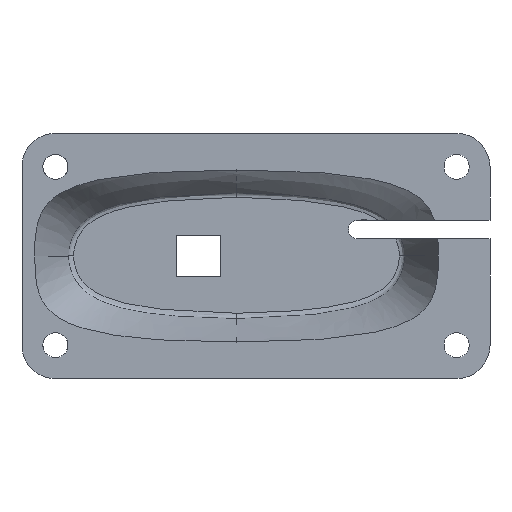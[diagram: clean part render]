
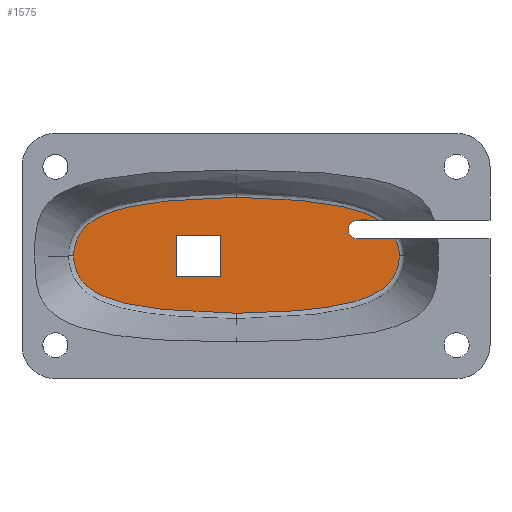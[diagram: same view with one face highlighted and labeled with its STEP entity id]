
A CAD part, front view. The second image highlights one B-rep face of the part: STEP entity #1575.
In plain terms, the highlighted planar face has unit normal (0, -1, 0).
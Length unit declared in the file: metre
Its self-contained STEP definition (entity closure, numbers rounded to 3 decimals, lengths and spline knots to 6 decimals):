
#108=B_SPLINE_CURVE_WITH_KNOTS('',3,(#2348,#2349,#2350,#2351),
 .UNSPECIFIED.,.F.,.F.,(4,4),(0.030654,0.033793),
 .UNSPECIFIED.);
#110=B_SPLINE_CURVE_WITH_KNOTS('',3,(#2361,#2362,#2363,#2364,#2365,#2366,
#2367,#2368),.UNSPECIFIED.,.F.,.F.,(4,1,1,1,1,4),(0.,0.00654,
0.013081,0.019621,0.022892,0.026162),
 .UNSPECIFIED.);
#111=B_SPLINE_CURVE_WITH_KNOTS('',3,(#2370,#2371,#2372,#2373,#2374,#2375,
#2376,#2377,#2378,#2379,#2380,#2381,#2382),.UNSPECIFIED.,.F.,.F.,(4,1,1,
1,1,1,1,1,1,1,4),(0.,0.002136,0.004273,0.006409,
0.008545,0.010681,0.012818,0.01709,
0.021363,0.025635,0.034181),.UNSPECIFIED.);
#112=B_SPLINE_CURVE_WITH_KNOTS('',3,(#2384,#2385,#2386,#2387,#2388,#2389,
#2390,#2391,#2392,#2393,#2394,#2395,#2396),.UNSPECIFIED.,.F.,.F.,(4,1,1,
1,1,1,1,1,1,1,4),(0.,0.008427,0.01264,0.016854,
0.021067,0.023174,0.025281,0.027387,
0.029494,0.031601,0.033708),.UNSPECIFIED.);
#113=B_SPLINE_CURVE_WITH_KNOTS('',3,(#2398,#2399,#2400,#2401,#2402,#2403,
#2404,#2405,#2406,#2407,#2408,#2409,#2410),.UNSPECIFIED.,.F.,.F.,(4,1,1,
1,1,1,1,1,1,1,4),(0.,0.002126,0.004252,
0.006377,0.008503,0.010629,0.012755,
0.017007,0.021258,0.02551,0.034013),
 .UNSPECIFIED.);
#191=CIRCLE('',#1697,0.001662);
#192=CIRCLE('',#1698,0.001575);
#311=ORIENTED_EDGE('',*,*,#795,.F.);
#312=ORIENTED_EDGE('',*,*,#796,.F.);
#313=ORIENTED_EDGE('',*,*,#797,.F.);
#314=ORIENTED_EDGE('',*,*,#798,.F.);
#315=ORIENTED_EDGE('',*,*,#799,.F.);
#316=ORIENTED_EDGE('',*,*,#793,.F.);
#317=ORIENTED_EDGE('',*,*,#800,.T.);
#318=ORIENTED_EDGE('',*,*,#801,.T.);
#319=ORIENTED_EDGE('',*,*,#802,.F.);
#320=ORIENTED_EDGE('',*,*,#803,.F.);
#321=ORIENTED_EDGE('',*,*,#804,.T.);
#322=ORIENTED_EDGE('',*,*,#805,.T.);
#323=ORIENTED_EDGE('',*,*,#806,.F.);
#324=ORIENTED_EDGE('',*,*,#807,.F.);
#793=EDGE_CURVE('',#1031,#1032,#108,.T.);
#795=EDGE_CURVE('',#1033,#1034,#1162,.T.);
#796=EDGE_CURVE('',#1035,#1033,#110,.T.);
#797=EDGE_CURVE('',#1036,#1035,#111,.T.);
#798=EDGE_CURVE('',#1037,#1036,#112,.T.);
#799=EDGE_CURVE('',#1032,#1037,#113,.T.);
#800=EDGE_CURVE('',#1031,#1038,#1163,.T.);
#801=EDGE_CURVE('',#1038,#1039,#191,.F.);
#802=EDGE_CURVE('',#1040,#1039,#1164,.T.);
#803=EDGE_CURVE('',#1034,#1040,#192,.T.);
#804=EDGE_CURVE('',#1041,#1042,#1165,.T.);
#805=EDGE_CURVE('',#1042,#1043,#1166,.T.);
#806=EDGE_CURVE('',#1044,#1043,#1167,.T.);
#807=EDGE_CURVE('',#1041,#1044,#1168,.T.);
#1031=VERTEX_POINT('',#2347);
#1032=VERTEX_POINT('',#2352);
#1033=VERTEX_POINT('',#2359);
#1034=VERTEX_POINT('',#2360);
#1035=VERTEX_POINT('',#2369);
#1036=VERTEX_POINT('',#2383);
#1037=VERTEX_POINT('',#2397);
#1038=VERTEX_POINT('',#2412);
#1039=VERTEX_POINT('',#2414);
#1040=VERTEX_POINT('',#2416);
#1041=VERTEX_POINT('',#2419);
#1042=VERTEX_POINT('',#2420);
#1043=VERTEX_POINT('',#2422);
#1044=VERTEX_POINT('',#2424);
#1162=LINE('',#2358,#1253);
#1163=LINE('',#2411,#1254);
#1164=LINE('',#2415,#1255);
#1165=LINE('',#2418,#1256);
#1166=LINE('',#2421,#1257);
#1167=LINE('',#2423,#1258);
#1168=LINE('',#2425,#1259);
#1253=VECTOR('',#1864,1.);
#1254=VECTOR('',#1865,1.);
#1255=VECTOR('',#1868,1.);
#1256=VECTOR('',#1871,1.);
#1257=VECTOR('',#1872,1.);
#1258=VECTOR('',#1873,1.);
#1259=VECTOR('',#1874,1.);
#1328=EDGE_LOOP('',(#311,#312,#313,#314,#315,#316,#317,#318,#319,#320));
#1329=EDGE_LOOP('',(#321,#322,#323,#324));
#1442=FACE_BOUND('',#1328,.T.);
#1443=FACE_BOUND('',#1329,.T.);
#1548=PLANE('',#1696);
#1575=ADVANCED_FACE('',(#1442,#1443),#1548,.T.);
#1696=AXIS2_PLACEMENT_3D('',#2357,#1862,#1863);
#1697=AXIS2_PLACEMENT_3D('',#2413,#1866,#1867);
#1698=AXIS2_PLACEMENT_3D('',#2417,#1869,#1870);
#1862=DIRECTION('',(0.,-1.,0.));
#1863=DIRECTION('',(1.,0.,0.));
#1864=DIRECTION('',(-1.,0.,0.));
#1865=DIRECTION('',(-1.,0.,0.));
#1866=DIRECTION('',(0.,-1.,0.));
#1867=DIRECTION('',(0.,0.,-1.));
#1868=DIRECTION('',(-1.,0.,0.));
#1869=DIRECTION('',(0.,-1.,0.));
#1870=DIRECTION('',(1.,0.,0.));
#1871=DIRECTION('',(0.,0.,1.));
#1872=DIRECTION('',(1.,0.,0.));
#1873=DIRECTION('',(0.,0.,1.));
#1874=DIRECTION('',(1.,0.,0.));
#2347=CARTESIAN_POINT('',(0.028573,0.01575,0.003088));
#2348=CARTESIAN_POINT('',(0.028573,0.01575,0.003088));
#2349=CARTESIAN_POINT('',(0.028999,0.01575,0.002128));
#2350=CARTESIAN_POINT('',(0.029204,0.01575,0.001065));
#2351=CARTESIAN_POINT('',(0.029255,0.01575,0.000002));
#2352=CARTESIAN_POINT('',(0.029255,0.01575,0.000002));
#2357=CARTESIAN_POINT('',(0.021888,0.01575,0.008707));
#2358=CARTESIAN_POINT('',(0.021888,0.01575,0.006412));
#2359=CARTESIAN_POINT('',(0.025581,0.01575,0.006412));
#2360=CARTESIAN_POINT('',(0.023509,0.01575,0.006412));
#2361=CARTESIAN_POINT('',(0.,0.01575,0.010552));
#2362=CARTESIAN_POINT('',(0.00218,0.01575,0.010501));
#2363=CARTESIAN_POINT('',(0.00654,0.01575,0.010359));
#2364=CARTESIAN_POINT('',(0.013058,0.01575,0.009891));
#2365=CARTESIAN_POINT('',(0.018419,0.01575,0.009116));
#2366=CARTESIAN_POINT('',(0.022662,0.01575,0.007917));
#2367=CARTESIAN_POINT('',(0.024654,0.01575,0.007008));
#2368=CARTESIAN_POINT('',(0.025581,0.01575,0.006412));
#2369=CARTESIAN_POINT('',(0.,0.01575,0.010552));
#2370=CARTESIAN_POINT('',(-0.029255,0.01575,0.000002));
#2371=CARTESIAN_POINT('',(-0.029221,0.01575,0.000717));
#2372=CARTESIAN_POINT('',(-0.029018,0.01575,0.00214));
#2373=CARTESIAN_POINT('',(-0.028152,0.01575,0.004107));
#2374=CARTESIAN_POINT('',(-0.026693,0.01575,0.005704));
#2375=CARTESIAN_POINT('',(-0.024895,0.01575,0.006884));
#2376=CARTESIAN_POINT('',(-0.022968,0.01575,0.007752));
#2377=CARTESIAN_POINT('',(-0.020257,0.01575,0.008638));
#2378=CARTESIAN_POINT('',(-0.016817,0.01575,0.009354));
#2379=CARTESIAN_POINT('',(-0.012644,0.01575,0.009891));
#2380=CARTESIAN_POINT('',(-0.007042,0.01575,0.010338));
#2381=CARTESIAN_POINT('',(-0.002816,0.01575,0.010486));
#2382=CARTESIAN_POINT('',(0.,0.01575,0.010552));
#2383=CARTESIAN_POINT('',(-0.029255,0.01575,0.000002));
#2384=CARTESIAN_POINT('',(0.,0.01575,-0.010276));
#2385=CARTESIAN_POINT('',(-0.002809,0.01575,-0.010226));
#2386=CARTESIAN_POINT('',(-0.007023,0.01575,-0.010103));
#2387=CARTESIAN_POINT('',(-0.012624,0.01575,-0.009692));
#2388=CARTESIAN_POINT('',(-0.016793,0.01575,-0.009186));
#2389=CARTESIAN_POINT('',(-0.020228,0.01575,-0.008501));
#2390=CARTESIAN_POINT('',(-0.022933,0.01575,-0.007645));
#2391=CARTESIAN_POINT('',(-0.024859,0.01575,-0.006803));
#2392=CARTESIAN_POINT('',(-0.026662,0.01575,-0.005649));
#2393=CARTESIAN_POINT('',(-0.028132,0.01575,-0.004077));
#2394=CARTESIAN_POINT('',(-0.02901,0.01575,-0.002125));
#2395=CARTESIAN_POINT('',(-0.029218,0.01575,-0.00071));
#2396=CARTESIAN_POINT('',(-0.029255,0.01575,0.000002));
#2397=CARTESIAN_POINT('',(0.,0.01575,-0.010276));
#2398=CARTESIAN_POINT('',(0.029255,0.01575,0.000002));
#2399=CARTESIAN_POINT('',(0.029218,0.01575,-0.00071));
#2400=CARTESIAN_POINT('',(0.02901,0.01575,-0.002125));
#2401=CARTESIAN_POINT('',(0.028132,0.01575,-0.004077));
#2402=CARTESIAN_POINT('',(0.026662,0.01575,-0.005649));
#2403=CARTESIAN_POINT('',(0.024859,0.01575,-0.006803));
#2404=CARTESIAN_POINT('',(0.022933,0.01575,-0.007645));
#2405=CARTESIAN_POINT('',(0.020228,0.01575,-0.008501));
#2406=CARTESIAN_POINT('',(0.016793,0.01575,-0.009186));
#2407=CARTESIAN_POINT('',(0.012624,0.01575,-0.009692));
#2408=CARTESIAN_POINT('',(0.007023,0.01575,-0.010103));
#2409=CARTESIAN_POINT('',(0.002809,0.01575,-0.010226));
#2410=CARTESIAN_POINT('',(0.,0.01575,-0.010276));
#2411=CARTESIAN_POINT('',(0.021888,0.01575,0.003088));
#2412=CARTESIAN_POINT('',(0.02175,0.01575,0.003088));
#2413=CARTESIAN_POINT('',(0.02175,0.01575,0.00475));
#2414=CARTESIAN_POINT('',(0.02175,0.01575,0.006412));
#2415=CARTESIAN_POINT('',(0.021888,0.01575,0.006412));
#2416=CARTESIAN_POINT('',(0.022166,0.01575,0.006412));
#2417=CARTESIAN_POINT('',(0.022838,0.01575,0.004988));
#2418=CARTESIAN_POINT('',(-0.010825,0.01575,0.008707));
#2419=CARTESIAN_POINT('',(-0.010825,0.01575,-0.00375));
#2420=CARTESIAN_POINT('',(-0.010825,0.01575,0.00375));
#2421=CARTESIAN_POINT('',(0.021888,0.01575,0.00375));
#2422=CARTESIAN_POINT('',(-0.002825,0.01575,0.00375));
#2423=CARTESIAN_POINT('',(-0.002825,0.01575,0.008707));
#2424=CARTESIAN_POINT('',(-0.002825,0.01575,-0.00375));
#2425=CARTESIAN_POINT('',(0.021888,0.01575,-0.00375));
